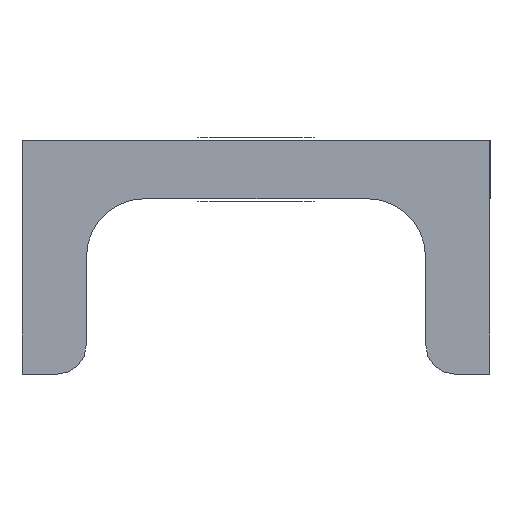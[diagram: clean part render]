
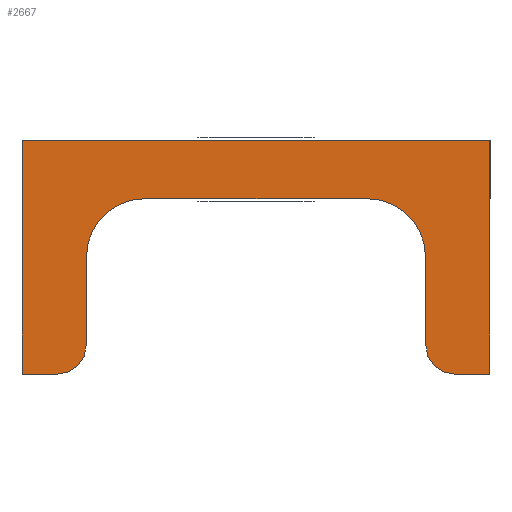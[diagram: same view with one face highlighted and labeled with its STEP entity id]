
A CAD part, left-side view. The second image highlights one B-rep face of the part: STEP entity #2667.
In plain terms, the highlighted planar face has unit normal (-1, 0, 0).
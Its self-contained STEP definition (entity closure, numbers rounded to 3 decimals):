
#325=PLANE('',#2791);
#439=FACE_OUTER_BOUND('',#553,.T.);
#553=EDGE_LOOP('',(#2238,#2239,#2240,#2241,#2242,#2243,#2244,#2245,#2246,
#2247,#2248,#2249));
#656=LINE('',#3978,#884);
#660=LINE('',#3990,#888);
#663=LINE('',#3996,#891);
#666=LINE('',#4002,#894);
#669=LINE('',#4008,#897);
#673=LINE('',#4020,#901);
#677=LINE('',#4032,#905);
#680=LINE('',#4037,#908);
#884=VECTOR('',#3104,1.);
#888=VECTOR('',#3116,1.);
#891=VECTOR('',#3121,1.);
#894=VECTOR('',#3126,1.);
#897=VECTOR('',#3131,1.);
#901=VECTOR('',#3143,1.);
#905=VECTOR('',#3155,1.);
#908=VECTOR('',#3160,1.);
#1110=CIRCLE('',#2771,5.);
#1112=CIRCLE('',#2775,2.5);
#1114=CIRCLE('',#2782,5.);
#1116=CIRCLE('',#2786,2.5);
#1318=VERTEX_POINT('',#3968);
#1319=VERTEX_POINT('',#3969);
#1322=VERTEX_POINT('',#3977);
#1324=VERTEX_POINT('',#3983);
#1326=VERTEX_POINT('',#3989);
#1328=VERTEX_POINT('',#3995);
#1330=VERTEX_POINT('',#4001);
#1332=VERTEX_POINT('',#4007);
#1334=VERTEX_POINT('',#4013);
#1336=VERTEX_POINT('',#4019);
#1338=VERTEX_POINT('',#4025);
#1340=VERTEX_POINT('',#4031);
#1742=EDGE_CURVE('',#1318,#1319,#1110,.T.);
#1746=EDGE_CURVE('',#1322,#1318,#656,.T.);
#1749=EDGE_CURVE('',#1324,#1322,#1112,.T.);
#1752=EDGE_CURVE('',#1326,#1324,#660,.T.);
#1755=EDGE_CURVE('',#1328,#1326,#663,.T.);
#1758=EDGE_CURVE('',#1330,#1328,#666,.T.);
#1761=EDGE_CURVE('',#1332,#1319,#669,.T.);
#1764=EDGE_CURVE('',#1334,#1332,#1114,.T.);
#1767=EDGE_CURVE('',#1336,#1334,#673,.T.);
#1770=EDGE_CURVE('',#1338,#1336,#1116,.T.);
#1773=EDGE_CURVE('',#1340,#1338,#677,.T.);
#1776=EDGE_CURVE('',#1330,#1340,#680,.T.);
#2238=ORIENTED_EDGE('',*,*,#1776,.F.);
#2239=ORIENTED_EDGE('',*,*,#1758,.T.);
#2240=ORIENTED_EDGE('',*,*,#1755,.T.);
#2241=ORIENTED_EDGE('',*,*,#1752,.T.);
#2242=ORIENTED_EDGE('',*,*,#1749,.T.);
#2243=ORIENTED_EDGE('',*,*,#1746,.T.);
#2244=ORIENTED_EDGE('',*,*,#1742,.T.);
#2245=ORIENTED_EDGE('',*,*,#1761,.F.);
#2246=ORIENTED_EDGE('',*,*,#1764,.F.);
#2247=ORIENTED_EDGE('',*,*,#1767,.F.);
#2248=ORIENTED_EDGE('',*,*,#1770,.F.);
#2249=ORIENTED_EDGE('',*,*,#1773,.F.);
#2667=ADVANCED_FACE('',(#439),#325,.F.);
#2771=AXIS2_PLACEMENT_3D('',#3970,#3096,#3097);
#2775=AXIS2_PLACEMENT_3D('',#3984,#3109,#3110);
#2782=AXIS2_PLACEMENT_3D('',#4014,#3136,#3137);
#2786=AXIS2_PLACEMENT_3D('',#4026,#3148,#3149);
#2791=AXIS2_PLACEMENT_3D('',#4040,#3164,#3165);
#3096=DIRECTION('center_axis',(1.,0.,0.));
#3097=DIRECTION('ref_axis',(0.,1.,0.));
#3104=DIRECTION('',(0.,0.,1.));
#3109=DIRECTION('center_axis',(-1.,0.,0.));
#3110=DIRECTION('ref_axis',(0.,0.,-1.));
#3116=DIRECTION('',(0.,-1.,0.));
#3121=DIRECTION('',(0.,0.,-1.));
#3126=DIRECTION('',(0.,1.,0.));
#3131=DIRECTION('',(0.,1.,0.));
#3136=DIRECTION('center_axis',(-1.,0.,0.));
#3137=DIRECTION('ref_axis',(0.,-1.,0.));
#3143=DIRECTION('',(0.,0.,1.));
#3148=DIRECTION('center_axis',(1.,0.,0.));
#3149=DIRECTION('ref_axis',(0.,0.,-1.));
#3155=DIRECTION('',(0.,1.,0.));
#3160=DIRECTION('',(0.,0.,-1.));
#3164=DIRECTION('center_axis',(1.,0.,0.));
#3165=DIRECTION('ref_axis',(0.,0.,1.));
#3968=CARTESIAN_POINT('',(0.,34.588,9.827));
#3969=CARTESIAN_POINT('',(0.,29.588,14.827));
#3970=CARTESIAN_POINT('Origin',(0.,29.588,9.827));
#3977=CARTESIAN_POINT('',(0.,34.588,2.327));
#3978=CARTESIAN_POINT('',(0.,34.588,2.327));
#3983=CARTESIAN_POINT('',(0.,37.088,-0.173));
#3984=CARTESIAN_POINT('Origin',(0.,37.088,2.327));
#3989=CARTESIAN_POINT('',(0.,40.088,-0.173));
#3990=CARTESIAN_POINT('',(0.,40.088,-0.173));
#3995=CARTESIAN_POINT('',(0.,40.088,19.827));
#3996=CARTESIAN_POINT('',(0.,40.088,19.827));
#4001=CARTESIAN_POINT('',(0.,0.088,19.827));
#4002=CARTESIAN_POINT('',(0.,20.088,19.827));
#4007=CARTESIAN_POINT('',(0.,10.588,14.827));
#4008=CARTESIAN_POINT('',(0.,10.588,14.827));
#4013=CARTESIAN_POINT('',(0.,5.588,9.827));
#4014=CARTESIAN_POINT('Origin',(0.,10.588,9.827));
#4019=CARTESIAN_POINT('',(0.,5.588,2.327));
#4020=CARTESIAN_POINT('',(0.,5.588,2.327));
#4025=CARTESIAN_POINT('',(0.,3.088,-0.173));
#4026=CARTESIAN_POINT('Origin',(0.,3.088,2.327));
#4031=CARTESIAN_POINT('',(0.,0.088,-0.173));
#4032=CARTESIAN_POINT('',(0.,0.088,-0.173));
#4037=CARTESIAN_POINT('',(0.,0.088,19.827));
#4040=CARTESIAN_POINT('Origin',(0.,7.5,12.791));
